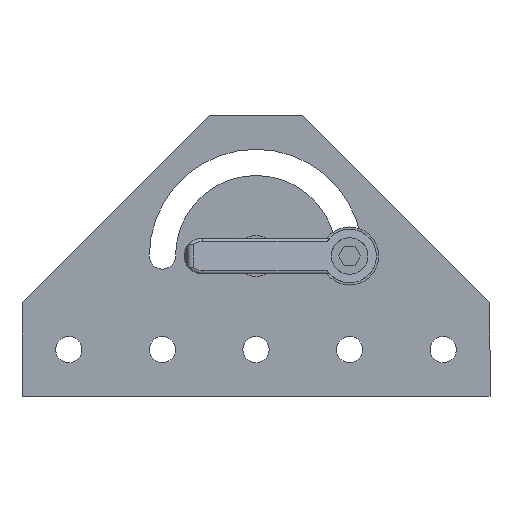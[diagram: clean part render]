
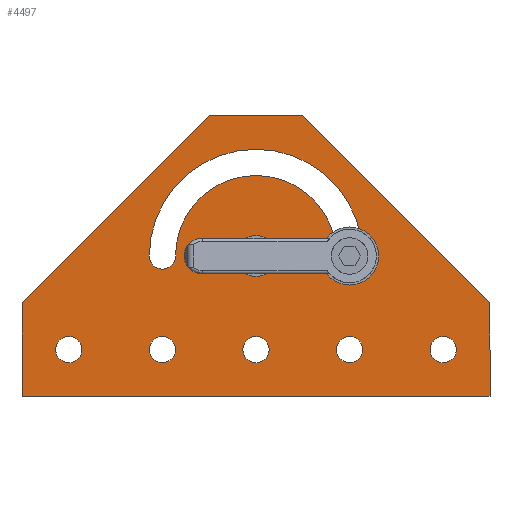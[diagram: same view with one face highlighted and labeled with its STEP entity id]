
A CAD part, left-side view. The second image highlights one B-rep face of the part: STEP entity #4497.
In plain terms, the highlighted planar face has unit normal (-1, 0, 0).
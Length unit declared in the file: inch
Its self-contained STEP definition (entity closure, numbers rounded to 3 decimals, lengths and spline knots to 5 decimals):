
#3731=CARTESIAN_POINT('',(-0.688,-2.,-0.64));
#3732=VERTEX_POINT('',#3731);
#3741=CARTESIAN_POINT('',(-0.688,-2.,-0.36));
#3742=VERTEX_POINT('',#3741);
#3743=CARTESIAN_POINT('',(-0.688,-2.,-0.5));
#3744=DIRECTION('',(1.0,0.0,0.0));
#3745=DIRECTION('',(0.0,0.0,-1.0));
#3746=AXIS2_PLACEMENT_3D('',#3743,#3744,#3745);
#3747=CIRCLE('',#3746,0.14);
#3748=EDGE_CURVE('',#3742,#3732,#3747,.T.);
#3773=CARTESIAN_POINT('',(-0.688,-1.,-0.64));
#3774=VERTEX_POINT('',#3773);
#3783=CARTESIAN_POINT('',(-0.688,-1.,-0.36));
#3784=VERTEX_POINT('',#3783);
#3785=CARTESIAN_POINT('',(-0.688,-1.,-0.5));
#3786=DIRECTION('',(1.0,0.0,0.0));
#3787=DIRECTION('',(0.0,0.0,-1.0));
#3788=AXIS2_PLACEMENT_3D('',#3785,#3786,#3787);
#3789=CIRCLE('',#3788,0.14);
#3790=EDGE_CURVE('',#3784,#3774,#3789,.T.);
#3815=CARTESIAN_POINT('',(-0.688,0.,-0.64));
#3816=VERTEX_POINT('',#3815);
#3825=CARTESIAN_POINT('',(-0.688,0.,-0.36));
#3826=VERTEX_POINT('',#3825);
#3827=CARTESIAN_POINT('',(-0.688,0.,-0.5));
#3828=DIRECTION('',(1.0,0.0,0.0));
#3829=DIRECTION('',(0.0,0.0,-1.0));
#3830=AXIS2_PLACEMENT_3D('',#3827,#3828,#3829);
#3831=CIRCLE('',#3830,0.14);
#3832=EDGE_CURVE('',#3826,#3816,#3831,.T.);
#3857=CARTESIAN_POINT('',(-0.688,1.,-0.64));
#3858=VERTEX_POINT('',#3857);
#3867=CARTESIAN_POINT('',(-0.688,1.,-0.36));
#3868=VERTEX_POINT('',#3867);
#3869=CARTESIAN_POINT('',(-0.688,1.,-0.5));
#3870=DIRECTION('',(1.0,0.0,0.0));
#3871=DIRECTION('',(0.0,0.0,-1.0));
#3872=AXIS2_PLACEMENT_3D('',#3869,#3870,#3871);
#3873=CIRCLE('',#3872,0.14);
#3874=EDGE_CURVE('',#3868,#3858,#3873,.T.);
#3899=CARTESIAN_POINT('',(-0.688,2.,-0.64));
#3900=VERTEX_POINT('',#3899);
#3909=CARTESIAN_POINT('',(-0.688,2.,-0.36));
#3910=VERTEX_POINT('',#3909);
#3911=CARTESIAN_POINT('',(-0.688,2.,-0.5));
#3912=DIRECTION('',(1.0,0.0,0.0));
#3913=DIRECTION('',(0.0,0.0,-1.0));
#3914=AXIS2_PLACEMENT_3D('',#3911,#3912,#3913);
#3915=CIRCLE('',#3914,0.14);
#3916=EDGE_CURVE('',#3910,#3900,#3915,.T.);
#3941=CARTESIAN_POINT('',(-0.688,0.,0.282));
#3942=VERTEX_POINT('',#3941);
#3951=CARTESIAN_POINT('',(-0.688,0.,0.718));
#3952=VERTEX_POINT('',#3951);
#3953=CARTESIAN_POINT('',(-0.688,0.,0.5));
#3954=DIRECTION('',(1.0,0.0,0.0));
#3955=DIRECTION('',(0.0,0.0,-1.0));
#3956=AXIS2_PLACEMENT_3D('',#3953,#3954,#3955);
#3957=CIRCLE('',#3956,0.218);
#3958=EDGE_CURVE('',#3952,#3942,#3957,.T.);
#3994=CARTESIAN_POINT('',(-0.688,0.86,0.5));
#3995=VERTEX_POINT('',#3994);
#4002=CARTESIAN_POINT('',(-0.688,-0.86,0.5));
#4003=VERTEX_POINT('',#4002);
#4004=CARTESIAN_POINT('',(-0.688,0.,0.5));
#4005=DIRECTION('',(-1.0,0.0,0.0));
#4006=DIRECTION('',(0.0,0.0,1.0));
#4007=AXIS2_PLACEMENT_3D('',#4004,#4005,#4006);
#4008=CIRCLE('',#4007,0.86);
#4009=EDGE_CURVE('',#4003,#3995,#4008,.T.);
#4035=CARTESIAN_POINT('',(-0.688,-1.14,0.5));
#4036=VERTEX_POINT('',#4035);
#4037=CARTESIAN_POINT('',(-0.688,-1.,0.5));
#4038=DIRECTION('',(1.0,0.0,0.0));
#4039=DIRECTION('',(0.0,0.0,-1.0));
#4040=AXIS2_PLACEMENT_3D('',#4037,#4038,#4039);
#4041=CIRCLE('',#4040,0.14);
#4042=EDGE_CURVE('',#4036,#4003,#4041,.T.);
#4068=CARTESIAN_POINT('',(-0.688,1.14,0.5));
#4069=VERTEX_POINT('',#4068);
#4070=CARTESIAN_POINT('',(-0.688,0.,0.5));
#4071=DIRECTION('',(1.0,0.0,0.0));
#4072=DIRECTION('',(0.0,0.0,1.0));
#4073=AXIS2_PLACEMENT_3D('',#4070,#4071,#4072);
#4074=CIRCLE('',#4073,1.14);
#4075=EDGE_CURVE('',#4069,#4036,#4074,.T.);
#4099=CARTESIAN_POINT('',(-0.688,1.,0.5));
#4100=DIRECTION('',(1.0,0.0,0.0));
#4101=DIRECTION('',(0.0,0.0,-1.0));
#4102=AXIS2_PLACEMENT_3D('',#4099,#4100,#4101);
#4103=CIRCLE('',#4102,0.14);
#4104=EDGE_CURVE('',#3995,#4069,#4103,.T.);
#4124=CARTESIAN_POINT('',(-0.688,0.,0.5));
#4125=DIRECTION('',(1.0,0.0,0.0));
#4126=DIRECTION('',(0.0,0.0,-1.0));
#4127=AXIS2_PLACEMENT_3D('',#4124,#4125,#4126);
#4128=CIRCLE('',#4127,0.218);
#4129=EDGE_CURVE('',#3942,#3952,#4128,.T.);
#4148=CARTESIAN_POINT('',(-0.688,2.,-0.5));
#4149=DIRECTION('',(1.0,0.0,0.0));
#4150=DIRECTION('',(0.0,0.0,-1.0));
#4151=AXIS2_PLACEMENT_3D('',#4148,#4149,#4150);
#4152=CIRCLE('',#4151,0.14);
#4153=EDGE_CURVE('',#3900,#3910,#4152,.T.);
#4172=CARTESIAN_POINT('',(-0.688,1.,-0.5));
#4173=DIRECTION('',(1.0,0.0,0.0));
#4174=DIRECTION('',(0.0,0.0,-1.0));
#4175=AXIS2_PLACEMENT_3D('',#4172,#4173,#4174);
#4176=CIRCLE('',#4175,0.14);
#4177=EDGE_CURVE('',#3858,#3868,#4176,.T.);
#4196=CARTESIAN_POINT('',(-0.688,0.,-0.5));
#4197=DIRECTION('',(1.0,0.0,0.0));
#4198=DIRECTION('',(0.0,0.0,-1.0));
#4199=AXIS2_PLACEMENT_3D('',#4196,#4197,#4198);
#4200=CIRCLE('',#4199,0.14);
#4201=EDGE_CURVE('',#3816,#3826,#4200,.T.);
#4220=CARTESIAN_POINT('',(-0.688,-1.,-0.5));
#4221=DIRECTION('',(1.0,0.0,0.0));
#4222=DIRECTION('',(0.0,0.0,-1.0));
#4223=AXIS2_PLACEMENT_3D('',#4220,#4221,#4222);
#4224=CIRCLE('',#4223,0.14);
#4225=EDGE_CURVE('',#3774,#3784,#4224,.T.);
#4244=CARTESIAN_POINT('',(-0.688,-2.,-0.5));
#4245=DIRECTION('',(1.0,0.0,0.0));
#4246=DIRECTION('',(0.0,0.0,-1.0));
#4247=AXIS2_PLACEMENT_3D('',#4244,#4245,#4246);
#4248=CIRCLE('',#4247,0.14);
#4249=EDGE_CURVE('',#3732,#3742,#4248,.T.);
#4259=CARTESIAN_POINT('',(-0.688,2.5,0.));
#4260=VERTEX_POINT('',#4259);
#4261=CARTESIAN_POINT('',(-0.688,0.5,2.));
#4262=VERTEX_POINT('',#4261);
#4263=CARTESIAN_POINT('',(-0.688,2.5,0.));
#4264=DIRECTION('',(0.0,-0.707,0.707));
#4265=VECTOR('',#4264,2.82843);
#4266=LINE('',#4263,#4265);
#4267=EDGE_CURVE('',#4260,#4262,#4266,.T.);
#4316=CARTESIAN_POINT('',(-0.688,2.5,-1.));
#4317=VERTEX_POINT('',#4316);
#4324=CARTESIAN_POINT('',(-0.688,2.5,0.));
#4325=DIRECTION('',(0.0,0.0,-1.0));
#4326=VECTOR('',#4325,1.);
#4327=LINE('',#4324,#4326);
#4328=EDGE_CURVE('',#4260,#4317,#4327,.T.);
#4379=CARTESIAN_POINT('',(-0.688,-0.5,2.));
#4380=VERTEX_POINT('',#4379);
#4381=CARTESIAN_POINT('',(-0.688,-2.5,0.));
#4382=VERTEX_POINT('',#4381);
#4383=CARTESIAN_POINT('',(-0.688,-0.5,2.));
#4384=DIRECTION('',(0.,-0.707,-0.707));
#4385=VECTOR('',#4384,2.82843);
#4386=LINE('',#4383,#4385);
#4387=EDGE_CURVE('',#4380,#4382,#4386,.T.);
#4411=CARTESIAN_POINT('',(-0.688,-2.5,-1.));
#4412=VERTEX_POINT('',#4411);
#4413=CARTESIAN_POINT('',(-0.688,-2.5,-1.));
#4414=DIRECTION('',(0.0,0.0,1.0));
#4415=VECTOR('',#4414,1.0);
#4416=LINE('',#4413,#4415);
#4417=EDGE_CURVE('',#4412,#4382,#4416,.T.);
#4444=CARTESIAN_POINT('',(-0.688,2.5,-1.));
#4445=DIRECTION('',(-1.0,0.0,0.0));
#4446=DIRECTION('',(0.0,0.0,1.0));
#4447=AXIS2_PLACEMENT_3D('',#4444,#4445,#4446);
#4448=PLANE('',#4447);
#4449=ORIENTED_EDGE('',*,*,#4267,.F.);
#4450=ORIENTED_EDGE('',*,*,#4328,.T.);
#4451=CARTESIAN_POINT('',(-0.688,2.5,-1.));
#4452=DIRECTION('',(0.0,-1.0,0.0));
#4453=VECTOR('',#4452,5.0);
#4454=LINE('',#4451,#4453);
#4455=EDGE_CURVE('',#4317,#4412,#4454,.T.);
#4456=ORIENTED_EDGE('',*,*,#4455,.T.);
#4457=ORIENTED_EDGE('',*,*,#4417,.T.);
#4458=ORIENTED_EDGE('',*,*,#4387,.F.);
#4459=CARTESIAN_POINT('',(-0.688,0.5,2.));
#4460=DIRECTION('',(0.0,-1.0,0.0));
#4461=VECTOR('',#4460,1.0);
#4462=LINE('',#4459,#4461);
#4463=EDGE_CURVE('',#4262,#4380,#4462,.T.);
#4464=ORIENTED_EDGE('',*,*,#4463,.F.);
#4465=EDGE_LOOP('',(#4449,#4450,#4456,#4457,#4458,#4464));
#4466=FACE_OUTER_BOUND('',#4465,.T.);
#4467=ORIENTED_EDGE('',*,*,#4009,.T.);
#4468=ORIENTED_EDGE('',*,*,#4104,.T.);
#4469=ORIENTED_EDGE('',*,*,#4075,.T.);
#4470=ORIENTED_EDGE('',*,*,#4042,.T.);
#4471=EDGE_LOOP('',(#4467,#4468,#4469,#4470));
#4472=FACE_BOUND('',#4471,.T.);
#4473=ORIENTED_EDGE('',*,*,#4129,.T.);
#4474=ORIENTED_EDGE('',*,*,#3958,.T.);
#4475=EDGE_LOOP('',(#4473,#4474));
#4476=FACE_BOUND('',#4475,.T.);
#4477=ORIENTED_EDGE('',*,*,#4153,.T.);
#4478=ORIENTED_EDGE('',*,*,#3916,.T.);
#4479=EDGE_LOOP('',(#4477,#4478));
#4480=FACE_BOUND('',#4479,.T.);
#4481=ORIENTED_EDGE('',*,*,#4177,.T.);
#4482=ORIENTED_EDGE('',*,*,#3874,.T.);
#4483=EDGE_LOOP('',(#4481,#4482));
#4484=FACE_BOUND('',#4483,.T.);
#4485=ORIENTED_EDGE('',*,*,#4201,.T.);
#4486=ORIENTED_EDGE('',*,*,#3832,.T.);
#4487=EDGE_LOOP('',(#4485,#4486));
#4488=FACE_BOUND('',#4487,.T.);
#4489=ORIENTED_EDGE('',*,*,#4225,.T.);
#4490=ORIENTED_EDGE('',*,*,#3790,.T.);
#4491=EDGE_LOOP('',(#4489,#4490));
#4492=FACE_BOUND('',#4491,.T.);
#4493=ORIENTED_EDGE('',*,*,#4249,.T.);
#4494=ORIENTED_EDGE('',*,*,#3748,.T.);
#4495=EDGE_LOOP('',(#4493,#4494));
#4496=FACE_BOUND('',#4495,.T.);
#4497=ADVANCED_FACE('',(#4466,#4472,#4476,#4480,#4484,#4488,#4492,#4496),#4448,.T.);
